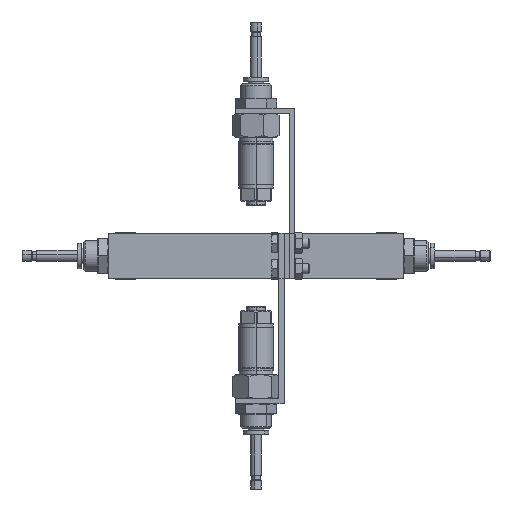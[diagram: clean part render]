
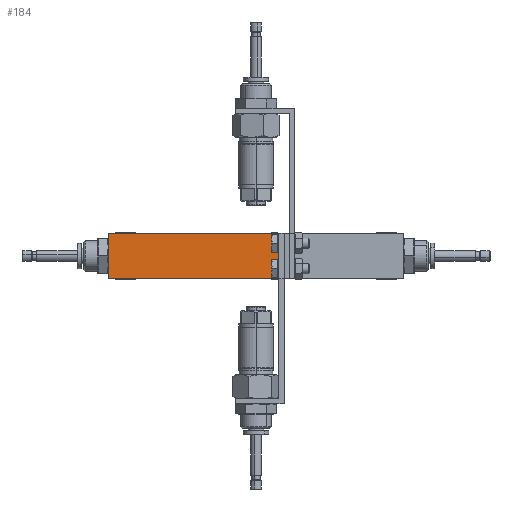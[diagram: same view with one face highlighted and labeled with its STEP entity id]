
A CAD part, left-side view. The second image highlights one B-rep face of the part: STEP entity #184.
In plain terms, the highlighted face is planar.
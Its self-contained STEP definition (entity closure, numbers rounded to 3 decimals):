
#36 = DIRECTION ( 'NONE',  ( -1., 0., 0. ) ) ;
#141 = PLANE ( 'NONE',  #6248 ) ;
#184 = ADVANCED_FACE ( 'NONE', ( #1020 ), #141, .F. ) ;
#266 = LINE ( 'NONE', #7133, #5204 ) ;
#361 = EDGE_LOOP ( 'NONE', ( #8724, #6484, #2478, #792 ) ) ;
#380 = VERTEX_POINT ( 'NONE', #4715 ) ;
#792 = ORIENTED_EDGE ( 'NONE', *, *, #6772, .T. ) ;
#1020 = FACE_OUTER_BOUND ( 'NONE', #361, .T. ) ;
#1550 = DIRECTION ( 'NONE',  ( 0., 0., -1. ) ) ;
#1618 = VERTEX_POINT ( 'NONE', #5736 ) ;
#1815 = CARTESIAN_POINT ( 'NONE',  ( 69., 10., 18. ) ) ;
#2361 = EDGE_CURVE ( 'NONE', #1618, #380, #266, .T. ) ;
#2478 = ORIENTED_EDGE ( 'NONE', *, *, #11772, .F. ) ;
#3600 = VERTEX_POINT ( 'NONE', #4709 ) ;
#3674 = DIRECTION ( 'NONE',  ( 0., 1., 0. ) ) ;
#4105 = VERTEX_POINT ( 'NONE', #6875 ) ;
#4709 = CARTESIAN_POINT ( 'NONE',  ( 2., 10., 18. ) ) ;
#4715 = CARTESIAN_POINT ( 'NONE',  ( 69., 10., 0. ) ) ;
#4945 = DIRECTION ( 'NONE',  ( 1., 0., 0. ) ) ;
#5204 = VECTOR ( 'NONE', #8031, 1000. ) ;
#5477 = VECTOR ( 'NONE', #1550, 1000. ) ;
#5736 = CARTESIAN_POINT ( 'NONE',  ( 69., 10., 18. ) ) ;
#6248 = AXIS2_PLACEMENT_3D ( 'NONE', #1815, #3674, #36 ) ;
#6484 = ORIENTED_EDGE ( 'NONE', *, *, #2361, .F. ) ;
#6692 = EDGE_CURVE ( 'NONE', #4105, #380, #8357, .T. ) ;
#6772 = EDGE_CURVE ( 'NONE', #3600, #4105, #7930, .T. ) ;
#6875 = CARTESIAN_POINT ( 'NONE',  ( 2., 10., 0. ) ) ;
#7133 = CARTESIAN_POINT ( 'NONE',  ( 69., 10., 18. ) ) ;
#7930 = LINE ( 'NONE', #7946, #5477 ) ;
#7946 = CARTESIAN_POINT ( 'NONE',  ( 2., 10., 18. ) ) ;
#8031 = DIRECTION ( 'NONE',  ( 0., 0., -1. ) ) ;
#8357 = LINE ( 'NONE', #8617, #10358 ) ;
#8566 = VECTOR ( 'NONE', #9878, 1000. ) ;
#8617 = CARTESIAN_POINT ( 'NONE',  ( 69., 10., 0. ) ) ;
#8694 = LINE ( 'NONE', #9751, #8566 ) ;
#8724 = ORIENTED_EDGE ( 'NONE', *, *, #6692, .T. ) ;
#9751 = CARTESIAN_POINT ( 'NONE',  ( 69., 10., 18. ) ) ;
#9878 = DIRECTION ( 'NONE',  ( 1., 0., 0. ) ) ;
#10358 = VECTOR ( 'NONE', #4945, 1000. ) ;
#11772 = EDGE_CURVE ( 'NONE', #3600, #1618, #8694, .T. ) ;
